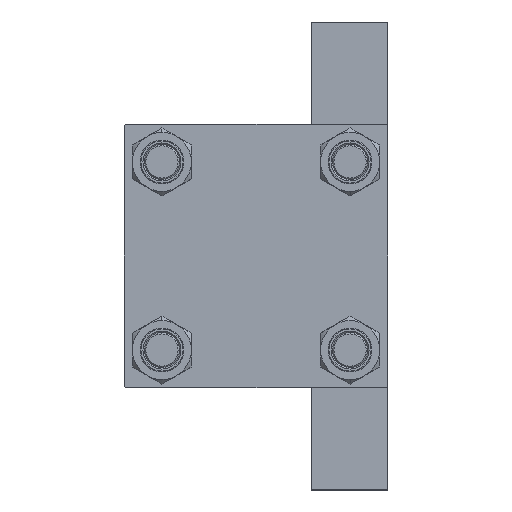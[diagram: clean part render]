
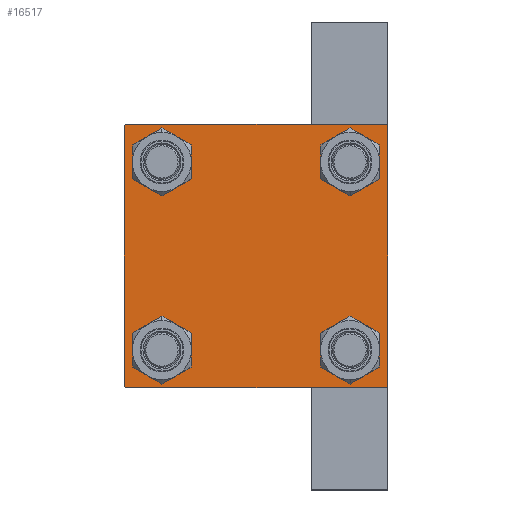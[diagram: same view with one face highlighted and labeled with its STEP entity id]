
A CAD part, left-side view. The second image highlights one B-rep face of the part: STEP entity #16517.
In plain terms, the highlighted planar face has unit normal (-1, 0, 0).
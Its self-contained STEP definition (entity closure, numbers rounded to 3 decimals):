
#186 = DIRECTION ( 'NONE',  ( 0., -1., 0. ) ) ;
#414 = CARTESIAN_POINT ( 'NONE',  ( 0., 32.15, -25.65 ) ) ;
#567 = CARTESIAN_POINT ( 'NONE',  ( 0., 45., 44.5 ) ) ;
#636 = DIRECTION ( 'NONE',  ( 0., 0., 1. ) ) ;
#1488 = ORIENTED_EDGE ( 'NONE', *, *, #19390, .T. ) ;
#1871 = CARTESIAN_POINT ( 'NONE',  ( 0., 44.75, -44.75 ) ) ;
#2590 = ORIENTED_EDGE ( 'NONE', *, *, #31430, .T. ) ;
#2765 = VERTEX_POINT ( 'NONE', #10115 ) ;
#2974 = DIRECTION ( 'NONE',  ( 0., 0., 1. ) ) ;
#2980 = CARTESIAN_POINT ( 'NONE',  ( 0., -32.15, -38.65 ) ) ;
#3042 = VECTOR ( 'NONE', #27566, 1000. ) ;
#3242 = FACE_BOUND ( 'NONE', #37360, .T. ) ;
#3467 = CARTESIAN_POINT ( 'NONE',  ( 0., 32.15, 32.15 ) ) ;
#3670 = CARTESIAN_POINT ( 'NONE',  ( 0., 44.5, -45. ) ) ;
#4300 = VECTOR ( 'NONE', #6669, 1000. ) ;
#4611 = EDGE_CURVE ( 'NONE', #35850, #45113, #35738, .T. ) ;
#4727 = CARTESIAN_POINT ( 'NONE',  ( 0., -44.5, -45. ) ) ;
#5020 = EDGE_CURVE ( 'NONE', #43852, #15533, #45823, .T. ) ;
#5365 = DIRECTION ( 'NONE',  ( 0., 0., -1. ) ) ;
#5935 = ORIENTED_EDGE ( 'NONE', *, *, #42417, .T. ) ;
#6258 = AXIS2_PLACEMENT_3D ( 'NONE', #35216, #15662, #16388 ) ;
#6319 = EDGE_CURVE ( 'NONE', #22885, #6551, #23934, .T. ) ;
#6411 = EDGE_CURVE ( 'NONE', #20065, #44499, #17819, .T. ) ;
#6538 = EDGE_CURVE ( 'NONE', #20065, #7863, #23873, .T. ) ;
#6551 = VERTEX_POINT ( 'NONE', #35612 ) ;
#6565 = EDGE_LOOP ( 'NONE', ( #11008, #38676 ) ) ;
#6669 = DIRECTION ( 'NONE',  ( 0., 0., -1. ) ) ;
#6676 = DIRECTION ( 'NONE',  ( 0., 0., 1. ) ) ;
#7035 = DIRECTION ( 'NONE',  ( 1., 0., 0. ) ) ;
#7619 = ORIENTED_EDGE ( 'NONE', *, *, #5020, .T. ) ;
#7670 = CARTESIAN_POINT ( 'NONE',  ( 0., -32.15, 32.15 ) ) ;
#7863 = VERTEX_POINT ( 'NONE', #567 ) ;
#7916 = DIRECTION ( 'NONE',  ( 0., 0., 1. ) ) ;
#8031 = VECTOR ( 'NONE', #39408, 1000. ) ;
#8648 = CARTESIAN_POINT ( 'NONE',  ( 0., -44.75, 44.75 ) ) ;
#10107 = CARTESIAN_POINT ( 'NONE',  ( 0., 32.15, -32.15 ) ) ;
#10115 = CARTESIAN_POINT ( 'NONE',  ( 0., 32.15, 25.65 ) ) ;
#10193 = LINE ( 'NONE', #1871, #16298 ) ;
#10261 = CARTESIAN_POINT ( 'NONE',  ( 0., 45., -44.5 ) ) ;
#11008 = ORIENTED_EDGE ( 'NONE', *, *, #13818, .T. ) ;
#11017 = DIRECTION ( 'NONE',  ( 0., 0., 1. ) ) ;
#11297 = LINE ( 'NONE', #40907, #4300 ) ;
#11532 = ORIENTED_EDGE ( 'NONE', *, *, #6538, .T. ) ;
#12410 = AXIS2_PLACEMENT_3D ( 'NONE', #37647, #14435, #11017 ) ;
#13274 = VERTEX_POINT ( 'NONE', #2980 ) ;
#13444 = EDGE_CURVE ( 'NONE', #42039, #13274, #27334, .T. ) ;
#13818 = EDGE_CURVE ( 'NONE', #34895, #2765, #15588, .T. ) ;
#13952 = ORIENTED_EDGE ( 'NONE', *, *, #47181, .T. ) ;
#14095 = VERTEX_POINT ( 'NONE', #10261 ) ;
#14152 = CARTESIAN_POINT ( 'NONE',  ( 0., 45., 45. ) ) ;
#14435 = DIRECTION ( 'NONE',  ( 1., 0., 0. ) ) ;
#14487 = FACE_OUTER_BOUND ( 'NONE', #43818, .T. ) ;
#14619 = EDGE_CURVE ( 'NONE', #2765, #34895, #35175, .T. ) ;
#14703 = VERTEX_POINT ( 'NONE', #26438 ) ;
#14836 = DIRECTION ( 'NONE',  ( 0., 0., 1. ) ) ;
#15083 = VECTOR ( 'NONE', #46323, 1000. ) ;
#15514 = CARTESIAN_POINT ( 'NONE',  ( 0., 32.15, -32.15 ) ) ;
#15533 = VERTEX_POINT ( 'NONE', #4727 ) ;
#15588 = CIRCLE ( 'NONE', #34339, 6.5 ) ;
#15662 = DIRECTION ( 'NONE',  ( 1., 0., 0. ) ) ;
#16298 = VECTOR ( 'NONE', #42973, 1000. ) ;
#16388 = DIRECTION ( 'NONE',  ( 0., 0., 1. ) ) ;
#16517 = ADVANCED_FACE ( 'NONE', ( #3242, #48034, #36015, #39706, #14487 ), #25250, .T. ) ;
#17433 = CIRCLE ( 'NONE', #18996, 6.5 ) ;
#17674 = DIRECTION ( 'NONE',  ( 0., 0., 1. ) ) ;
#17764 = ORIENTED_EDGE ( 'NONE', *, *, #6319, .F. ) ;
#17819 = LINE ( 'NONE', #14152, #31876 ) ;
#18996 = AXIS2_PLACEMENT_3D ( 'NONE', #38302, #22881, #636 ) ;
#19266 = CARTESIAN_POINT ( 'NONE',  ( 0., -45., 44.5 ) ) ;
#19334 = VECTOR ( 'NONE', #45581, 1000. ) ;
#19390 = EDGE_CURVE ( 'NONE', #15533, #6551, #24226, .T. ) ;
#20065 = VERTEX_POINT ( 'NONE', #20270 ) ;
#20270 = CARTESIAN_POINT ( 'NONE',  ( 0., 44.5, 45. ) ) ;
#20801 = AXIS2_PLACEMENT_3D ( 'NONE', #7670, #34059, #7916 ) ;
#21279 = CARTESIAN_POINT ( 'NONE',  ( 0., 32.15, -38.65 ) ) ;
#22566 = CARTESIAN_POINT ( 'NONE',  ( 0., 45., -45. ) ) ;
#22777 = ORIENTED_EDGE ( 'NONE', *, *, #30594, .T. ) ;
#22881 = DIRECTION ( 'NONE',  ( 1., 0., 0. ) ) ;
#22885 = VERTEX_POINT ( 'NONE', #19266 ) ;
#23812 = DIRECTION ( 'NONE',  ( 1., 0., 0. ) ) ;
#23873 = LINE ( 'NONE', #46905, #3042 ) ;
#23934 = LINE ( 'NONE', #38878, #34216 ) ;
#24226 = LINE ( 'NONE', #46043, #8031 ) ;
#25250 = PLANE ( 'NONE',  #43875 ) ;
#25254 = DIRECTION ( 'NONE',  ( 1., 0., 0. ) ) ;
#26438 = CARTESIAN_POINT ( 'NONE',  ( 0., -32.15, 38.65 ) ) ;
#26705 = ORIENTED_EDGE ( 'NONE', *, *, #4611, .T. ) ;
#27334 = CIRCLE ( 'NONE', #6258, 6.5 ) ;
#27566 = DIRECTION ( 'NONE',  ( 0., 0.707, -0.707 ) ) ;
#27979 = EDGE_LOOP ( 'NONE', ( #5935, #26705 ) ) ;
#28380 = EDGE_CURVE ( 'NONE', #30221, #14703, #42670, .T. ) ;
#29169 = EDGE_LOOP ( 'NONE', ( #39662, #33262 ) ) ;
#29419 = DIRECTION ( 'NONE',  ( -1., 0., 0. ) ) ;
#29530 = CARTESIAN_POINT ( 'NONE',  ( 0., 32.15, 32.15 ) ) ;
#29679 = ORIENTED_EDGE ( 'NONE', *, *, #28380, .T. ) ;
#30221 = VERTEX_POINT ( 'NONE', #44519 ) ;
#30483 = AXIS2_PLACEMENT_3D ( 'NONE', #3467, #40415, #2974 ) ;
#30594 = EDGE_CURVE ( 'NONE', #14703, #30221, #17433, .T. ) ;
#30663 = LINE ( 'NONE', #8648, #15083 ) ;
#31430 = EDGE_CURVE ( 'NONE', #22885, #44499, #30663, .T. ) ;
#31453 = CARTESIAN_POINT ( 'NONE',  ( 0., -32.15, -25.65 ) ) ;
#31876 = VECTOR ( 'NONE', #186, 1000. ) ;
#33262 = ORIENTED_EDGE ( 'NONE', *, *, #47910, .T. ) ;
#33504 = CIRCLE ( 'NONE', #12410, 6.5 ) ;
#33546 = CARTESIAN_POINT ( 'NONE',  ( 0., 32.15, 38.65 ) ) ;
#34059 = DIRECTION ( 'NONE',  ( 1., 0., 0. ) ) ;
#34180 = CIRCLE ( 'NONE', #41252, 6.5 ) ;
#34216 = VECTOR ( 'NONE', #5365, 1000. ) ;
#34339 = AXIS2_PLACEMENT_3D ( 'NONE', #29530, #7035, #14836 ) ;
#34895 = VERTEX_POINT ( 'NONE', #33546 ) ;
#35175 = CIRCLE ( 'NONE', #30483, 6.5 ) ;
#35216 = CARTESIAN_POINT ( 'NONE',  ( 0., -32.15, -32.15 ) ) ;
#35599 = EDGE_CURVE ( 'NONE', #7863, #14095, #11297, .T. ) ;
#35612 = CARTESIAN_POINT ( 'NONE',  ( 0., -45., -44.5 ) ) ;
#35738 = CIRCLE ( 'NONE', #43584, 6.5 ) ;
#35850 = VERTEX_POINT ( 'NONE', #21279 ) ;
#36015 = FACE_BOUND ( 'NONE', #27979, .T. ) ;
#37360 = EDGE_LOOP ( 'NONE', ( #22777, #29679 ) ) ;
#37647 = CARTESIAN_POINT ( 'NONE',  ( 0., -32.15, -32.15 ) ) ;
#37780 = DIRECTION ( 'NONE',  ( 0., 0., 1. ) ) ;
#38302 = CARTESIAN_POINT ( 'NONE',  ( 0., -32.15, 32.15 ) ) ;
#38676 = ORIENTED_EDGE ( 'NONE', *, *, #14619, .T. ) ;
#38878 = CARTESIAN_POINT ( 'NONE',  ( 0., -45., 45. ) ) ;
#38932 = CARTESIAN_POINT ( 'NONE',  ( 0., -44.5, 45. ) ) ;
#39408 = DIRECTION ( 'NONE',  ( 0., -0.707, 0.707 ) ) ;
#39662 = ORIENTED_EDGE ( 'NONE', *, *, #13444, .T. ) ;
#39706 = FACE_BOUND ( 'NONE', #6565, .T. ) ;
#40195 = CARTESIAN_POINT ( 'NONE',  ( 0., 0., 0. ) ) ;
#40415 = DIRECTION ( 'NONE',  ( 1., 0., 0. ) ) ;
#40907 = CARTESIAN_POINT ( 'NONE',  ( 0., 45., 45. ) ) ;
#41252 = AXIS2_PLACEMENT_3D ( 'NONE', #10107, #25254, #17674 ) ;
#42039 = VERTEX_POINT ( 'NONE', #31453 ) ;
#42417 = EDGE_CURVE ( 'NONE', #45113, #35850, #34180, .T. ) ;
#42670 = CIRCLE ( 'NONE', #20801, 6.5 ) ;
#42973 = DIRECTION ( 'NONE',  ( 0., -0.707, -0.707 ) ) ;
#43584 = AXIS2_PLACEMENT_3D ( 'NONE', #15514, #23812, #37780 ) ;
#43789 = ORIENTED_EDGE ( 'NONE', *, *, #35599, .T. ) ;
#43818 = EDGE_LOOP ( 'NONE', ( #43789, #13952, #7619, #1488, #17764, #2590, #43912, #11532 ) ) ;
#43852 = VERTEX_POINT ( 'NONE', #3670 ) ;
#43875 = AXIS2_PLACEMENT_3D ( 'NONE', #40195, #29419, #6676 ) ;
#43912 = ORIENTED_EDGE ( 'NONE', *, *, #6411, .F. ) ;
#44499 = VERTEX_POINT ( 'NONE', #38932 ) ;
#44519 = CARTESIAN_POINT ( 'NONE',  ( 0., -32.15, 25.65 ) ) ;
#45113 = VERTEX_POINT ( 'NONE', #414 ) ;
#45581 = DIRECTION ( 'NONE',  ( 0., -1., 0. ) ) ;
#45823 = LINE ( 'NONE', #22566, #19334 ) ;
#46043 = CARTESIAN_POINT ( 'NONE',  ( 0., -44.75, -44.75 ) ) ;
#46323 = DIRECTION ( 'NONE',  ( 0., 0.707, 0.707 ) ) ;
#46905 = CARTESIAN_POINT ( 'NONE',  ( 0., 44.75, 44.75 ) ) ;
#47181 = EDGE_CURVE ( 'NONE', #14095, #43852, #10193, .T. ) ;
#47910 = EDGE_CURVE ( 'NONE', #13274, #42039, #33504, .T. ) ;
#48034 = FACE_BOUND ( 'NONE', #29169, .T. ) ;
